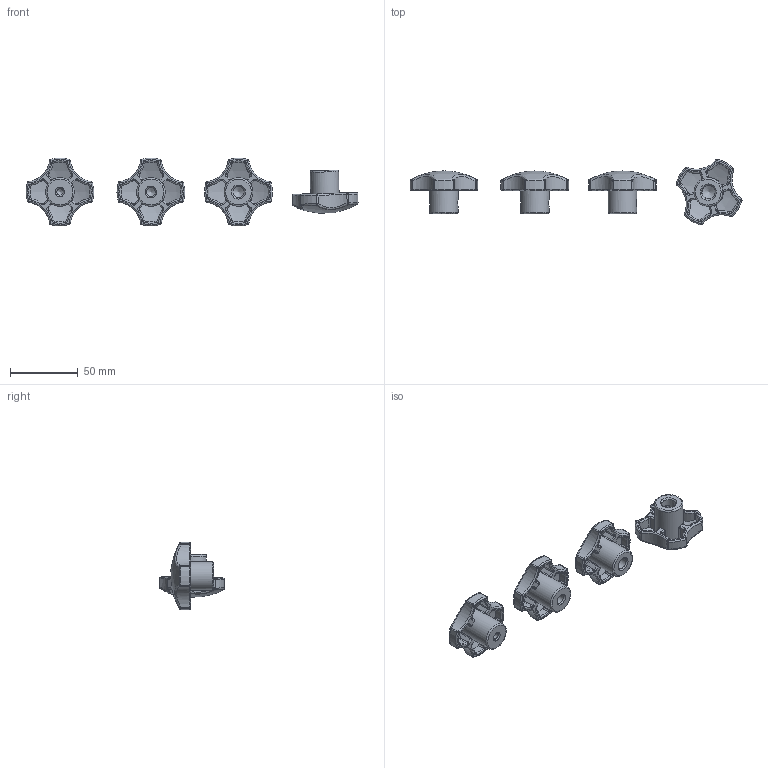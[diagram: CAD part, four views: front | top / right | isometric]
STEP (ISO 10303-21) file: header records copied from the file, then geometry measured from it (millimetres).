
FILE_DESCRIPTION(/* description */ (''),/* implementation_level */ '2;1');
FILE_NAME(/* name */ 'FOKNS_M.stp',/* time_stamp */ '2024-03-01T13:30:28+09:00',/* author */ ('user'),/* organization */ (''),/* preprocessor_version */ 'ST-DEVELOPER v15.6',/* originating_system */ 'Autodesk Inventor 2015',/* authorisation */ '');
FILE_SCHEMA (('AUTOMOTIVE_DESIGN { 1 0 10303 214 3 1 1 }'));
Length unit declared in the file: millimetre
Products named in the file (5): FOKN-M6; FOKN-M8; FOKN-M10; FOKN-M12; FOKNS_M
Bounding box: 244.85 x 48.55 x 50.08 mm (x, y, z)
Volume: 69801.2 mm3; surface area: 31214.9 mm2
Topology: 4 solids, 4 shells, 632 faces, 1540 edges, 884 vertices
Faces by surface type: cylinder 252, torus 196, bspline 84, sphere 52, plane 40, cone 8
Full cylindrical faces by diameter (mm): 4.134 x4, 4.917 x1, 6.647 x1, 8.376 x1, 10.106 x1, 21 x4
Entity records: 22165 total; most frequent: CARTESIAN_POINT 8039, DIRECTION 3046, ORIENTED_EDGE 2920, EDGE_CURVE 1460, AXIS2_PLACEMENT_3D 1361, VERTEX_POINT 864, CIRCLE 804, EDGE_LOOP 668
